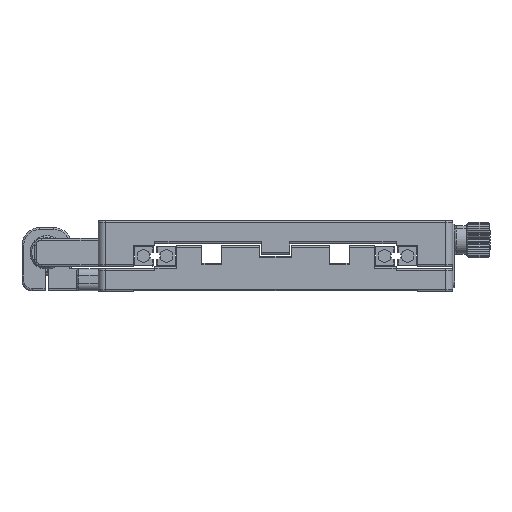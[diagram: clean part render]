
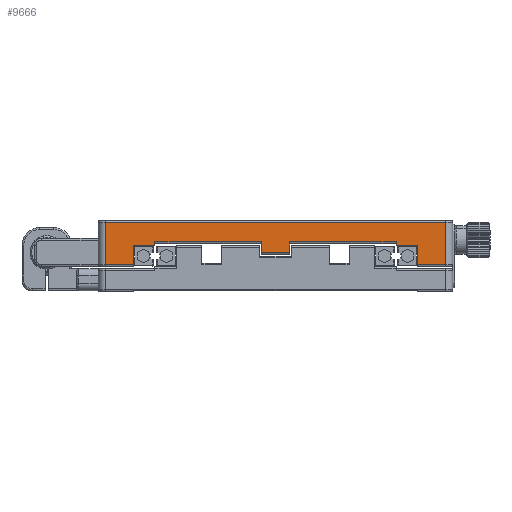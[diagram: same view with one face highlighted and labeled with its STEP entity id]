
A CAD part, front view. The second image highlights one B-rep face of the part: STEP entity #9666.
In plain terms, the highlighted planar face has unit normal (0, -1, 0).
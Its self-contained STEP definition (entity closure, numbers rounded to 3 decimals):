
#39 = ORIENTED_EDGE ( 'NONE', *, *, #18379, .F. ) ;
#41 = VERTEX_POINT ( 'NONE', #17690 ) ;
#104 = EDGE_CURVE ( 'NONE', #572, #5165, #26623, .T. ) ;
#288 = CARTESIAN_POINT ( 'NONE',  ( -40., -50., 13. ) ) ;
#572 = VERTEX_POINT ( 'NONE', #19545 ) ;
#839 = DIRECTION ( 'NONE',  ( 0., 0., -1. ) ) ;
#1691 = VERTEX_POINT ( 'NONE', #17067 ) ;
#2101 = VECTOR ( 'NONE', #13905, 1000. ) ;
#2133 = VERTEX_POINT ( 'NONE', #11484 ) ;
#2185 = EDGE_CURVE ( 'NONE', #7889, #5345, #17286, .T. ) ;
#2252 = EDGE_CURVE ( 'NONE', #18493, #8607, #5334, .T. ) ;
#2677 = CARTESIAN_POINT ( 'NONE',  ( 4., -50., 11. ) ) ;
#3265 = ORIENTED_EDGE ( 'NONE', *, *, #19636, .T. ) ;
#3403 = VECTOR ( 'NONE', #9289, 1000. ) ;
#3884 = EDGE_CURVE ( 'NONE', #41, #3925, #20120, .T. ) ;
#3925 = VERTEX_POINT ( 'NONE', #28149 ) ;
#4168 = LINE ( 'NONE', #19862, #12586 ) ;
#4454 = CARTESIAN_POINT ( 'NONE',  ( -34., -50., 14. ) ) ;
#4509 = EDGE_CURVE ( 'NONE', #572, #8251, #6398, .T. ) ;
#4877 = EDGE_CURVE ( 'NONE', #2133, #8607, #22095, .T. ) ;
#5165 = VERTEX_POINT ( 'NONE', #2677 ) ;
#5282 = VERTEX_POINT ( 'NONE', #6058 ) ;
#5334 = LINE ( 'NONE', #8677, #27454 ) ;
#5345 = VERTEX_POINT ( 'NONE', #16563 ) ;
#5366 = LINE ( 'NONE', #26160, #8304 ) ;
#5947 = CARTESIAN_POINT ( 'NONE',  ( 34., -50., 114.198 ) ) ;
#6058 = CARTESIAN_POINT ( 'NONE',  ( -48., -50., 7.5 ) ) ;
#6163 = CARTESIAN_POINT ( 'NONE',  ( -4., -50., 14. ) ) ;
#6398 = LINE ( 'NONE', #15920, #12709 ) ;
#6484 = LINE ( 'NONE', #288, #20338 ) ;
#7032 = CARTESIAN_POINT ( 'NONE',  ( -40., -50., 7.5 ) ) ;
#7054 = ORIENTED_EDGE ( 'NONE', *, *, #7224, .T. ) ;
#7200 = VECTOR ( 'NONE', #21614, 1000. ) ;
#7224 = EDGE_CURVE ( 'NONE', #16705, #7889, #20149, .T. ) ;
#7292 = EDGE_CURVE ( 'NONE', #18493, #16705, #17361, .T. ) ;
#7770 = VECTOR ( 'NONE', #20559, 1000. ) ;
#7848 = EDGE_CURVE ( 'NONE', #5282, #20389, #8924, .T. ) ;
#7889 = VERTEX_POINT ( 'NONE', #17042 ) ;
#8026 = ORIENTED_EDGE ( 'NONE', *, *, #2252, .F. ) ;
#8223 = DIRECTION ( 'NONE',  ( 0., 0., -1. ) ) ;
#8251 = VERTEX_POINT ( 'NONE', #6163 ) ;
#8304 = VECTOR ( 'NONE', #8223, 1000. ) ;
#8390 = DIRECTION ( 'NONE',  ( 0., 0., -1. ) ) ;
#8530 = ORIENTED_EDGE ( 'NONE', *, *, #18052, .T. ) ;
#8607 = VERTEX_POINT ( 'NONE', #21582 ) ;
#8677 = CARTESIAN_POINT ( 'NONE',  ( 40., -50., 13. ) ) ;
#8722 = FACE_OUTER_BOUND ( 'NONE', #16821, .T. ) ;
#8738 = DIRECTION ( 'NONE',  ( -1., 0., 0. ) ) ;
#8924 = LINE ( 'NONE', #7032, #14642 ) ;
#9212 = DIRECTION ( 'NONE',  ( 1., 0., 0. ) ) ;
#9289 = DIRECTION ( 'NONE',  ( 0., 0., -1. ) ) ;
#9666 = ADVANCED_FACE ( 'NONE', ( #8722 ), #23887, .F. ) ;
#9706 = VECTOR ( 'NONE', #24043, 1000. ) ;
#10368 = ORIENTED_EDGE ( 'NONE', *, *, #4877, .T. ) ;
#11026 = VECTOR ( 'NONE', #23424, 1000. ) ;
#11157 = CARTESIAN_POINT ( 'NONE',  ( 40., -50., 13. ) ) ;
#11311 = ORIENTED_EDGE ( 'NONE', *, *, #104, .T. ) ;
#11484 = CARTESIAN_POINT ( 'NONE',  ( 34., -50., 14. ) ) ;
#11864 = CARTESIAN_POINT ( 'NONE',  ( 4., -50., 14. ) ) ;
#11867 = AXIS2_PLACEMENT_3D ( 'NONE', #27671, #13491, #29118 ) ;
#12071 = LINE ( 'NONE', #24351, #25332 ) ;
#12526 = VECTOR ( 'NONE', #21078, 1000. ) ;
#12586 = VECTOR ( 'NONE', #839, 1000. ) ;
#12709 = VECTOR ( 'NONE', #28200, 1000. ) ;
#12957 = CARTESIAN_POINT ( 'NONE',  ( -48., -50., 7. ) ) ;
#13166 = CARTESIAN_POINT ( 'NONE',  ( -4., -50., 14. ) ) ;
#13491 = DIRECTION ( 'NONE',  ( 0., 1., 0. ) ) ;
#13905 = DIRECTION ( 'NONE',  ( 1., 0., 0. ) ) ;
#13952 = CARTESIAN_POINT ( 'NONE',  ( -28., -50., 13. ) ) ;
#14167 = DIRECTION ( 'NONE',  ( 1., 0., 0. ) ) ;
#14460 = CARTESIAN_POINT ( 'NONE',  ( 34., -50., 14. ) ) ;
#14642 = VECTOR ( 'NONE', #14167, 1000. ) ;
#14846 = DIRECTION ( 'NONE',  ( 0., 0., 1. ) ) ;
#14989 = VERTEX_POINT ( 'NONE', #4454 ) ;
#15920 = CARTESIAN_POINT ( 'NONE',  ( -4., -50., 13.5 ) ) ;
#16563 = CARTESIAN_POINT ( 'NONE',  ( 48., -50., 19.5 ) ) ;
#16582 = VECTOR ( 'NONE', #14846, 1000. ) ;
#16591 = EDGE_CURVE ( 'NONE', #22379, #5165, #5366, .T. ) ;
#16705 = VERTEX_POINT ( 'NONE', #18224 ) ;
#16821 = EDGE_LOOP ( 'NONE', ( #24714, #22876, #19072, #20995, #39, #8530, #24583, #11311, #26102, #3265, #10368, #8026, #23337, #7054, #18136, #24898 ) ) ;
#17042 = CARTESIAN_POINT ( 'NONE',  ( 48., -50., 7.5 ) ) ;
#17067 = CARTESIAN_POINT ( 'NONE',  ( -48., -50., 19.5 ) ) ;
#17286 = LINE ( 'NONE', #27611, #16582 ) ;
#17348 = VECTOR ( 'NONE', #9212, 1000. ) ;
#17361 = LINE ( 'NONE', #11157, #7200 ) ;
#17607 = EDGE_CURVE ( 'NONE', #5345, #1691, #12071, .T. ) ;
#17690 = CARTESIAN_POINT ( 'NONE',  ( -34., -50., 13. ) ) ;
#18052 = EDGE_CURVE ( 'NONE', #14989, #8251, #28796, .T. ) ;
#18136 = ORIENTED_EDGE ( 'NONE', *, *, #2185, .T. ) ;
#18224 = CARTESIAN_POINT ( 'NONE',  ( 40., -50., 7.5 ) ) ;
#18379 = EDGE_CURVE ( 'NONE', #14989, #41, #4168, .T. ) ;
#18493 = VERTEX_POINT ( 'NONE', #19906 ) ;
#19072 = ORIENTED_EDGE ( 'NONE', *, *, #28081, .F. ) ;
#19545 = CARTESIAN_POINT ( 'NONE',  ( -4., -50., 11. ) ) ;
#19636 = EDGE_CURVE ( 'NONE', #22379, #2133, #25266, .T. ) ;
#19720 = EDGE_CURVE ( 'NONE', #1691, #5282, #25698, .T. ) ;
#19862 = CARTESIAN_POINT ( 'NONE',  ( -34., -50., 114.198 ) ) ;
#19906 = CARTESIAN_POINT ( 'NONE',  ( 40., -50., 13. ) ) ;
#20120 = LINE ( 'NONE', #13952, #11026 ) ;
#20149 = LINE ( 'NONE', #28177, #17348 ) ;
#20338 = VECTOR ( 'NONE', #8390, 1000. ) ;
#20389 = VERTEX_POINT ( 'NONE', #23319 ) ;
#20559 = DIRECTION ( 'NONE',  ( 0., 0., -1. ) ) ;
#20995 = ORIENTED_EDGE ( 'NONE', *, *, #3884, .F. ) ;
#21078 = DIRECTION ( 'NONE',  ( 1., 0., 0. ) ) ;
#21582 = CARTESIAN_POINT ( 'NONE',  ( 34., -50., 13. ) ) ;
#21614 = DIRECTION ( 'NONE',  ( 0., 0., -1. ) ) ;
#22095 = LINE ( 'NONE', #5947, #3403 ) ;
#22379 = VERTEX_POINT ( 'NONE', #11864 ) ;
#22876 = ORIENTED_EDGE ( 'NONE', *, *, #7848, .T. ) ;
#23319 = CARTESIAN_POINT ( 'NONE',  ( -40., -50., 7.5 ) ) ;
#23337 = ORIENTED_EDGE ( 'NONE', *, *, #7292, .T. ) ;
#23424 = DIRECTION ( 'NONE',  ( -1., 0., 0. ) ) ;
#23887 = PLANE ( 'NONE',  #11867 ) ;
#24043 = DIRECTION ( 'NONE',  ( 1., 0., 0. ) ) ;
#24351 = CARTESIAN_POINT ( 'NONE',  ( 50., -50., 19.5 ) ) ;
#24583 = ORIENTED_EDGE ( 'NONE', *, *, #4509, .F. ) ;
#24714 = ORIENTED_EDGE ( 'NONE', *, *, #19720, .T. ) ;
#24898 = ORIENTED_EDGE ( 'NONE', *, *, #17607, .T. ) ;
#25266 = LINE ( 'NONE', #14460, #12526 ) ;
#25332 = VECTOR ( 'NONE', #8738, 1000. ) ;
#25698 = LINE ( 'NONE', #12957, #7770 ) ;
#26102 = ORIENTED_EDGE ( 'NONE', *, *, #16591, .F. ) ;
#26160 = CARTESIAN_POINT ( 'NONE',  ( 4., -50., 13.5 ) ) ;
#26623 = LINE ( 'NONE', #27139, #2101 ) ;
#27139 = CARTESIAN_POINT ( 'NONE',  ( 4., -50., 11. ) ) ;
#27454 = VECTOR ( 'NONE', #28109, 1000. ) ;
#27611 = CARTESIAN_POINT ( 'NONE',  ( 48., -50., 7. ) ) ;
#27671 = CARTESIAN_POINT ( 'NONE',  ( 50., -50., 7. ) ) ;
#28081 = EDGE_CURVE ( 'NONE', #3925, #20389, #6484, .T. ) ;
#28109 = DIRECTION ( 'NONE',  ( -1., 0., 0. ) ) ;
#28149 = CARTESIAN_POINT ( 'NONE',  ( -40., -50., 13. ) ) ;
#28177 = CARTESIAN_POINT ( 'NONE',  ( 48., -50., 7.5 ) ) ;
#28200 = DIRECTION ( 'NONE',  ( 0., 0., 1. ) ) ;
#28796 = LINE ( 'NONE', #13166, #9706 ) ;
#29118 = DIRECTION ( 'NONE',  ( 0., 0., -1. ) ) ;
